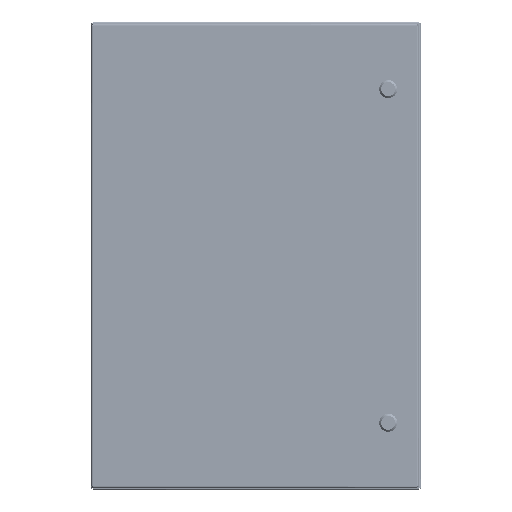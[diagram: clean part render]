
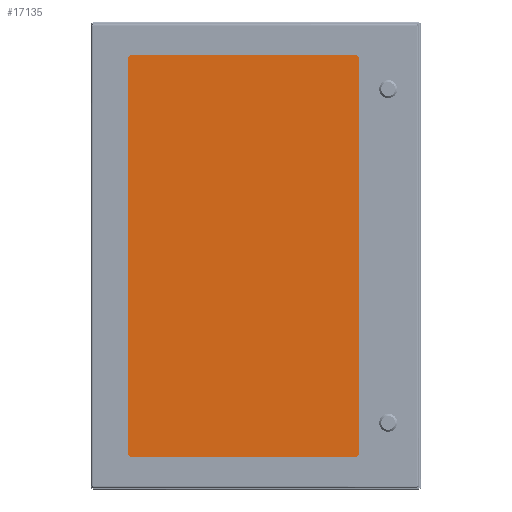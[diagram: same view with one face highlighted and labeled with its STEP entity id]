
A CAD part, top view. The second image highlights one B-rep face of the part: STEP entity #17135.
In plain terms, the highlighted planar face has unit normal (0, 0, 1).
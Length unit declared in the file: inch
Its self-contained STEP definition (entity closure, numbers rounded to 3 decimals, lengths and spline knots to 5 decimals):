
#1306=PLANE($,#18782);
#2550=LINE($,#36091,#3789);
#2554=LINE($,#36099,#3793);
#2557=LINE($,#36105,#3796);
#2560=LINE($,#36110,#3799);
#3789=VECTOR($,#23144,25.68);
#3793=VECTOR($,#23150,15.22);
#3796=VECTOR($,#23155,25.68);
#3799=VECTOR($,#23160,15.22);
#5129=FACE_OUTER_BOUND($,#6392,.T.);
#6392=EDGE_LOOP($,(#14988,#14989,#14990,#14991));
#8569=VERTEX_POINT($,#36089);
#8570=VERTEX_POINT($,#36090);
#8573=VERTEX_POINT($,#36098);
#8575=VERTEX_POINT($,#36104);
#10730=EDGE_CURVE($,#8569,#8570,#2550,.T.);
#10734=EDGE_CURVE($,#8570,#8573,#2554,.T.);
#10737=EDGE_CURVE($,#8573,#8575,#2557,.T.);
#10740=EDGE_CURVE($,#8575,#8569,#2560,.T.);
#14988=ORIENTED_EDGE($,*,*,#10730,.F.);
#14989=ORIENTED_EDGE($,*,*,#10740,.F.);
#14990=ORIENTED_EDGE($,*,*,#10737,.F.);
#14991=ORIENTED_EDGE($,*,*,#10734,.F.);
#17135=ADVANCED_FACE($,(#5129),#1306,.T.);
#18782=AXIS2_PLACEMENT_3D($,#36113,#23164,#23165);
#23144=DIRECTION($,(0.,1.,0.));
#23150=DIRECTION($,(1.,0.,0.));
#23155=DIRECTION($,(0.,-1.,0.));
#23160=DIRECTION($,(-1.,0.,0.));
#23164=DIRECTION('center_axis',(0.,0.,1.));
#23165=DIRECTION('ref_axis',(1.,0.,0.));
#36089=CARTESIAN_POINT('',(0.,0.,0.25));
#36090=CARTESIAN_POINT('',(0.,25.68,0.25));
#36091=CARTESIAN_POINT($,(0.,25.68,0.25));
#36098=CARTESIAN_POINT('',(15.22,25.68,0.25));
#36099=CARTESIAN_POINT($,(15.22,25.68,0.25));
#36104=CARTESIAN_POINT('',(15.22,0.,0.25));
#36105=CARTESIAN_POINT($,(15.22,0.,0.25));
#36110=CARTESIAN_POINT($,(0.,0.,0.25));
#36113=CARTESIAN_POINT('Origin',(7.61,12.84,0.25));
